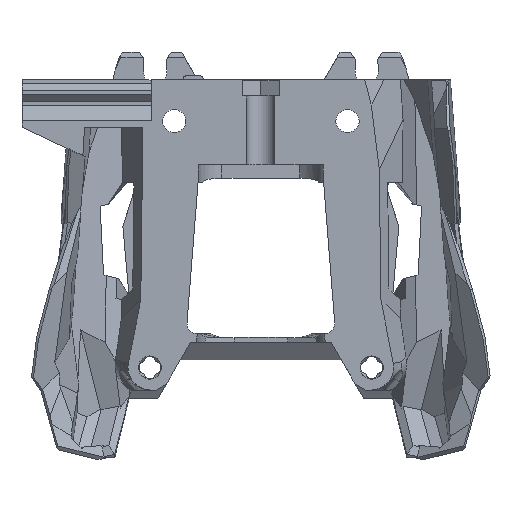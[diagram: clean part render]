
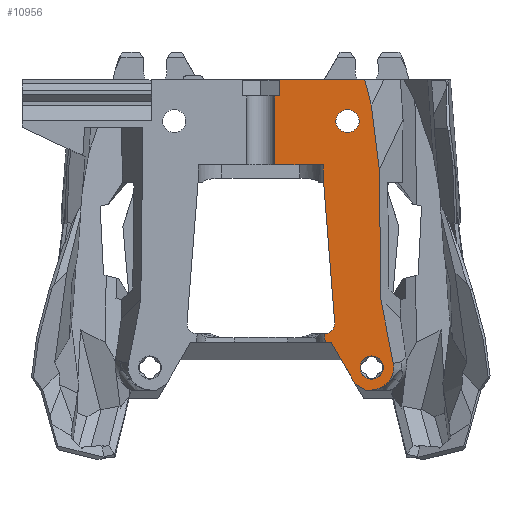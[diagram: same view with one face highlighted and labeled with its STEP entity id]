
A CAD part, front view. The second image highlights one B-rep face of the part: STEP entity #10956.
In plain terms, the highlighted planar face has unit normal (0, -1, 0).
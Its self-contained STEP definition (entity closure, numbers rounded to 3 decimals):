
#63=FACE_BOUND('',#1056,.T.);
#64=FACE_BOUND('',#1057,.T.);
#91=ELLIPSE('',#11551,4.024,4.);
#150=B_SPLINE_CURVE_WITH_KNOTS('',3,(#15292,#15293,#15294,#15295,#15296,
#15297),.UNSPECIFIED.,.F.,.F.,(4,2,4),(0.,0.014,
0.028),.UNSPECIFIED.);
#324=CIRCLE('',#11550,1.5);
#325=CIRCLE('',#11552,3.218);
#326=CIRCLE('',#11553,1.7);
#327=CIRCLE('',#11554,1.7);
#483=FACE_OUTER_BOUND('',#1055,.T.);
#1055=EDGE_LOOP('',(#7219,#7220,#7221,#7222,#7223,#7224,#7225,#7226,#7227,
#7228,#7229,#7230,#7231,#7232,#7233,#7234,#7235,#7236,#7237,#7238,#7239,
#7240));
#1056=EDGE_LOOP('',(#7241));
#1057=EDGE_LOOP('',(#7242));
#1702=LINE('',#15258,#3073);
#1703=LINE('',#15260,#3074);
#1704=LINE('',#15262,#3075);
#1705=LINE('',#15264,#3076);
#1706=LINE('',#15266,#3077);
#1707=LINE('',#15268,#3078);
#1708=LINE('',#15270,#3079);
#1709=LINE('',#15272,#3080);
#1710=LINE('',#15274,#3081);
#1711=LINE('',#15276,#3082);
#1712=LINE('',#15278,#3083);
#1713=LINE('',#15282,#3084);
#1714=LINE('',#15284,#3085);
#1715=LINE('',#15286,#3086);
#1716=LINE('',#15288,#3087);
#1717=LINE('',#15290,#3088);
#1718=LINE('',#15303,#3089);
#1719=LINE('',#15304,#3090);
#3073=VECTOR('',#12374,10.);
#3074=VECTOR('',#12375,10.);
#3075=VECTOR('',#12376,10.);
#3076=VECTOR('',#12377,10.);
#3077=VECTOR('',#12378,10.);
#3078=VECTOR('',#12379,10.);
#3079=VECTOR('',#12380,10.);
#3080=VECTOR('',#12381,10.);
#3081=VECTOR('',#12382,10.);
#3082=VECTOR('',#12383,10.);
#3083=VECTOR('',#12384,10.);
#3084=VECTOR('',#12387,10.);
#3085=VECTOR('',#12388,10.);
#3086=VECTOR('',#12389,10.);
#3087=VECTOR('',#12390,10.);
#3088=VECTOR('',#12391,10.);
#3089=VECTOR('',#12396,10.);
#3090=VECTOR('',#12397,10.);
#4441=VERTEX_POINT('',#15256);
#4442=VERTEX_POINT('',#15257);
#4443=VERTEX_POINT('',#15259);
#4444=VERTEX_POINT('',#15261);
#4445=VERTEX_POINT('',#15263);
#4446=VERTEX_POINT('',#15265);
#4447=VERTEX_POINT('',#15267);
#4448=VERTEX_POINT('',#15269);
#4449=VERTEX_POINT('',#15271);
#4450=VERTEX_POINT('',#15273);
#4451=VERTEX_POINT('',#15275);
#4452=VERTEX_POINT('',#15277);
#4453=VERTEX_POINT('',#15279);
#4454=VERTEX_POINT('',#15281);
#4455=VERTEX_POINT('',#15283);
#4456=VERTEX_POINT('',#15285);
#4457=VERTEX_POINT('',#15287);
#4458=VERTEX_POINT('',#15289);
#4459=VERTEX_POINT('',#15291);
#4460=VERTEX_POINT('',#15298);
#4461=VERTEX_POINT('',#15300);
#4462=VERTEX_POINT('',#15302);
#4463=VERTEX_POINT('',#15305);
#4464=VERTEX_POINT('',#15307);
#5529=EDGE_CURVE('',#4441,#4442,#1702,.F.);
#5530=EDGE_CURVE('',#4441,#4443,#1703,.T.);
#5531=EDGE_CURVE('',#4444,#4443,#1704,.T.);
#5532=EDGE_CURVE('',#4444,#4445,#1705,.T.);
#5533=EDGE_CURVE('',#4445,#4446,#1706,.T.);
#5534=EDGE_CURVE('',#4446,#4447,#1707,.T.);
#5535=EDGE_CURVE('',#4447,#4448,#1708,.F.);
#5536=EDGE_CURVE('',#4448,#4449,#1709,.T.);
#5537=EDGE_CURVE('',#4450,#4449,#1710,.T.);
#5538=EDGE_CURVE('',#4451,#4450,#1711,.T.);
#5539=EDGE_CURVE('',#4451,#4452,#1712,.T.);
#5540=EDGE_CURVE('',#4453,#4452,#324,.T.);
#5541=EDGE_CURVE('',#4453,#4454,#1713,.T.);
#5542=EDGE_CURVE('',#4455,#4454,#1714,.T.);
#5543=EDGE_CURVE('',#4456,#4455,#1715,.T.);
#5544=EDGE_CURVE('',#4457,#4456,#1716,.T.);
#5545=EDGE_CURVE('',#4458,#4457,#1717,.T.);
#5546=EDGE_CURVE('',#4459,#4458,#150,.F.);
#5547=EDGE_CURVE('',#4460,#4459,#91,.T.);
#5548=EDGE_CURVE('',#4461,#4460,#325,.T.);
#5549=EDGE_CURVE('',#4461,#4462,#1718,.T.);
#5550=EDGE_CURVE('',#4462,#4442,#1719,.T.);
#5551=EDGE_CURVE('',#4463,#4463,#326,.T.);
#5552=EDGE_CURVE('',#4464,#4464,#327,.T.);
#7219=ORIENTED_EDGE('',*,*,#5529,.F.);
#7220=ORIENTED_EDGE('',*,*,#5530,.T.);
#7221=ORIENTED_EDGE('',*,*,#5531,.F.);
#7222=ORIENTED_EDGE('',*,*,#5532,.T.);
#7223=ORIENTED_EDGE('',*,*,#5533,.T.);
#7224=ORIENTED_EDGE('',*,*,#5534,.T.);
#7225=ORIENTED_EDGE('',*,*,#5535,.T.);
#7226=ORIENTED_EDGE('',*,*,#5536,.T.);
#7227=ORIENTED_EDGE('',*,*,#5537,.F.);
#7228=ORIENTED_EDGE('',*,*,#5538,.F.);
#7229=ORIENTED_EDGE('',*,*,#5539,.T.);
#7230=ORIENTED_EDGE('',*,*,#5540,.F.);
#7231=ORIENTED_EDGE('',*,*,#5541,.T.);
#7232=ORIENTED_EDGE('',*,*,#5542,.F.);
#7233=ORIENTED_EDGE('',*,*,#5543,.F.);
#7234=ORIENTED_EDGE('',*,*,#5544,.F.);
#7235=ORIENTED_EDGE('',*,*,#5545,.F.);
#7236=ORIENTED_EDGE('',*,*,#5546,.F.);
#7237=ORIENTED_EDGE('',*,*,#5547,.F.);
#7238=ORIENTED_EDGE('',*,*,#5548,.F.);
#7239=ORIENTED_EDGE('',*,*,#5549,.T.);
#7240=ORIENTED_EDGE('',*,*,#5550,.T.);
#7241=ORIENTED_EDGE('',*,*,#5551,.F.);
#7242=ORIENTED_EDGE('',*,*,#5552,.T.);
#10497=PLANE('',#11549);
#10956=ADVANCED_FACE('',(#483,#63,#64),#10497,.F.);
#11549=AXIS2_PLACEMENT_3D('',#15255,#12372,#12373);
#11550=AXIS2_PLACEMENT_3D('',#15280,#12385,#12386);
#11551=AXIS2_PLACEMENT_3D('',#15299,#12392,#12393);
#11552=AXIS2_PLACEMENT_3D('',#15301,#12394,#12395);
#11553=AXIS2_PLACEMENT_3D('',#15306,#12398,#12399);
#11554=AXIS2_PLACEMENT_3D('',#15308,#12400,#12401);
#12372=DIRECTION('center_axis',(0.,1.,0.));
#12373=DIRECTION('ref_axis',(0.,0.,
1.));
#12374=DIRECTION('',(-0.123,0.,0.992));
#12375=DIRECTION('',(-0.247,0.,0.969));
#12376=DIRECTION('',(1.,0.,0.));
#12377=DIRECTION('',(-0.707,0.,-0.707));
#12378=DIRECTION('',(0.,0.,-1.));
#12379=DIRECTION('',(-1.,0.,0.));
#12380=DIRECTION('',(0.,0.,1.));
#12381=DIRECTION('',(1.,0.,0.));
#12382=DIRECTION('',(0.,0.,1.));
#12383=DIRECTION('',(-1.,0.,0.));
#12384=DIRECTION('',(0.078,0.,-0.997));
#12385=DIRECTION('center_axis',(0.,-1.,0.));
#12386=DIRECTION('ref_axis',(0.734,0.,-0.679));
#12387=DIRECTION('',(0.097,0.,-0.995));
#12388=DIRECTION('',(-1.,0.,0.));
#12389=DIRECTION('',(-0.5,0.,0.866));
#12390=DIRECTION('',(-0.866,0.,0.5));
#12391=DIRECTION('',(-1.,0.,0.));
#12392=DIRECTION('center_axis',(0.,1.,0.));
#12393=DIRECTION('ref_axis',(1.,0.,0.));
#12394=DIRECTION('center_axis',(0.,1.,0.));
#12395=DIRECTION('ref_axis',(-0.445,0.,0.895));
#12396=DIRECTION('',(-0.191,0.,0.982));
#12397=DIRECTION('',(-0.012,0.,1.));
#12398=DIRECTION('center_axis',(0.,-1.,0.));
#12399=DIRECTION('ref_axis',(-1.,0.,0.));
#12400=DIRECTION('center_axis',(0.,1.,0.));
#12401=DIRECTION('ref_axis',(0.,0.,
-1.));
#15255=CARTESIAN_POINT('Origin',(16.698,0.,
31.934));
#15256=CARTESIAN_POINT('',(16.206,0.,57.628));
#15257=CARTESIAN_POINT('',(17.36,0.,48.343));
#15258=CARTESIAN_POINT('',(18.412,0.,39.881));
#15259=CARTESIAN_POINT('',(15.218,0.,61.5));
#15260=CARTESIAN_POINT('',(21.217,0.,37.979));
#15261=CARTESIAN_POINT('',(2.9,0.,61.5));
#15262=CARTESIAN_POINT('',(-19.733,0.,61.5));
#15263=CARTESIAN_POINT('',(2.7,0.,61.3));
#15264=CARTESIAN_POINT('',(-1.142,0.,57.458));
#15265=CARTESIAN_POINT('',(2.7,0.,59.1));
#15266=CARTESIAN_POINT('',(2.7,0.,45.517));
#15267=CARTESIAN_POINT('',(2.05,0.,59.1));
#15268=CARTESIAN_POINT('',(8.349,0.,59.1));
#15269=CARTESIAN_POINT('',(2.05,0.,49.));
#15270=CARTESIAN_POINT('',(2.05,0.,49.));
#15271=CARTESIAN_POINT('',(9.15,0.,49.));
#15272=CARTESIAN_POINT('',(8.349,0.,49.));
#15273=CARTESIAN_POINT('',(9.15,0.,46.446));
#15274=CARTESIAN_POINT('',(9.15,0.,49.));
#15275=CARTESIAN_POINT('',(9.2,0.,46.446));
#15276=CARTESIAN_POINT('',(1.795,0.,46.446));
#15277=CARTESIAN_POINT('',(10.82,0.,25.868));
#15278=CARTESIAN_POINT('',(9.791,0.,38.941));
#15279=CARTESIAN_POINT('',(9.321,0.,24.25));
#15280=CARTESIAN_POINT('Origin',(9.324,0.,
25.75));
#15281=CARTESIAN_POINT('',(9.439,0.,23.));
#15282=CARTESIAN_POINT('',(7.939,0.,38.375));
#15283=CARTESIAN_POINT('',(10.304,0.,23.));
#15284=CARTESIAN_POINT('',(-8.349,0.,23.));
#15285=CARTESIAN_POINT('',(13.845,0.,16.867));
#15286=CARTESIAN_POINT('',(14.395,0.,15.915));
#15287=CARTESIAN_POINT('',(15.345,0.,16.001));
#15288=CARTESIAN_POINT('',(14.945,0.,16.232));
#15289=CARTESIAN_POINT('',(16.169,0.,16.001));
#15290=CARTESIAN_POINT('',(23.667,0.,16.001));
#15291=CARTESIAN_POINT('',(16.447,0.,16.041));
#15292=CARTESIAN_POINT('Ctrl Pts',(16.169,0.,
16.001));
#15293=CARTESIAN_POINT('Ctrl Pts',(16.215,0.,
16.008));
#15294=CARTESIAN_POINT('Ctrl Pts',(16.261,0.,
16.015));
#15295=CARTESIAN_POINT('Ctrl Pts',(16.354,0.,
16.028));
#15296=CARTESIAN_POINT('Ctrl Pts',(16.4,0.,
16.034));
#15297=CARTESIAN_POINT('Ctrl Pts',(16.447,0.,
16.041));
#15298=CARTESIAN_POINT('',(17.977,0.,16.585));
#15299=CARTESIAN_POINT('Origin',(15.883,0.,
20.001));
#15300=CARTESIAN_POINT('',(19.409,0.,19.917));
#15301=CARTESIAN_POINT('Origin',(16.25,0.,
19.301));
#15302=CARTESIAN_POINT('',(17.594,0.,29.227));
#15303=CARTESIAN_POINT('',(18.231,0.,25.96));
#15304=CARTESIAN_POINT('',(17.52,0.,35.291));
#15305=CARTESIAN_POINT('',(17.95,0.,19.301));
#15306=CARTESIAN_POINT('Origin',(16.25,0.,
19.301));
#15307=CARTESIAN_POINT('',(12.7,0.,57.124));
#15308=CARTESIAN_POINT('Origin',(12.7,0.,
55.424));
